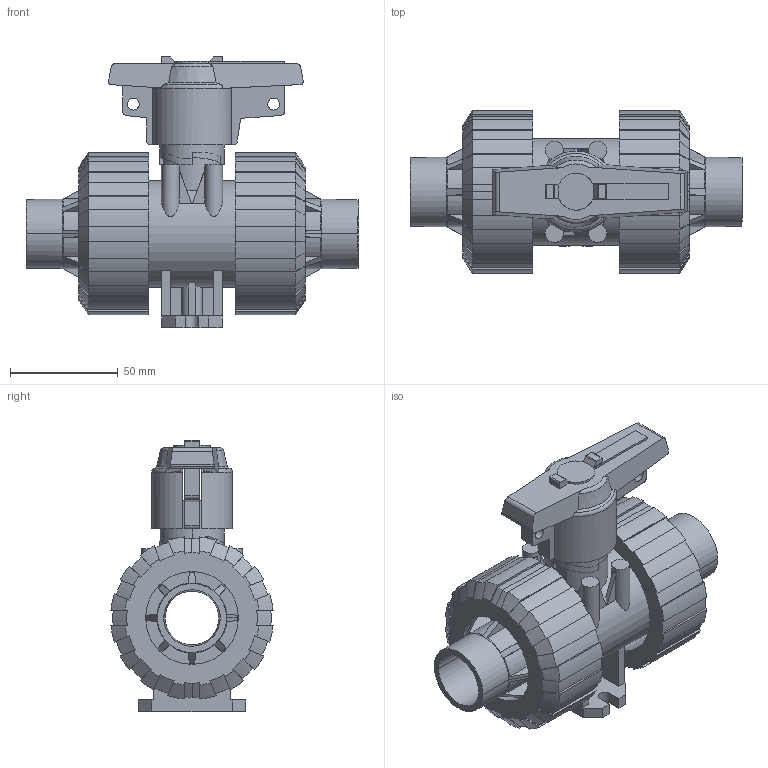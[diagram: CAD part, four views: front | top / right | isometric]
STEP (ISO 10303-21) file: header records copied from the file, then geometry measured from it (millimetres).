
FILE_DESCRIPTION(('STEP AP214'),'1');
FILE_NAME('cctmp_4CFEDA1C-D964-4959-ACD8-0C7A8A4D9958_2021_10_22_07_09_32_0864..stp','2021-10-22T05:09:33',('Praher Valves GmbH'),('CADClick - www.CADClick.com'),'Spatial InterOp 3D',' ','unknown authorization');
FILE_SCHEMA(('AUTOMOTIVE_DESIGN'));
Length unit declared in the file: millimetre
Products named in the file (7): cc_unnamed; 210299_5; 210299_4; 210299_3; 210299_2; 210299_1; 210299
Assembly tree (6 placements, depth 2):
  cc_unnamed
    210299_5
    210299_4
    210299_3
    210299_2
    210299_1
    210299
Bounding box: 154 x 75.17 x 125.93 mm (x, y, z)
Volume: 361798.1 mm3; surface area: 106766.1 mm2
Topology: 6 solids, 6 shells, 514 faces, 1474 edges, 978 vertices
Faces by surface type: plane 250, cylinder 122, cone 80, bspline 56, torus 6
Entity records: 23355 total; most frequent: CARTESIAN_POINT 6202, ORIENTED_EDGE 2948, DIRECTION 2438, EDGE_CURVE 1474, VERTEX_POINT 978, AXIS2_PLACEMENT_3D 857, LINE 724, VECTOR 724
